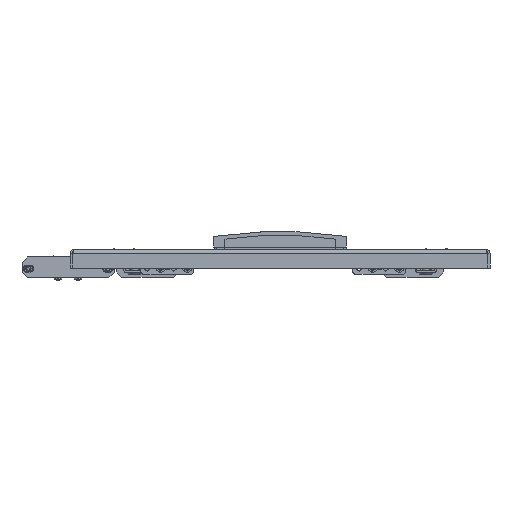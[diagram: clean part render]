
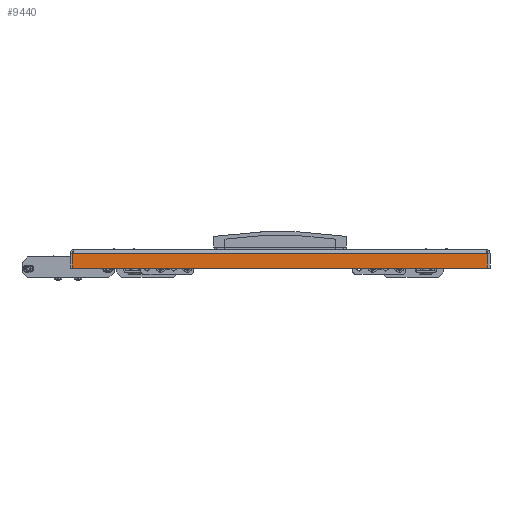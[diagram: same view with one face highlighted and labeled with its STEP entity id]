
A CAD part, left-side view. The second image highlights one B-rep face of the part: STEP entity #9440.
In plain terms, the highlighted planar face has unit normal (-1, 0, 0).
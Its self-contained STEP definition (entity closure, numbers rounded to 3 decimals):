
#1175 = FACE_OUTER_BOUND ( 'NONE', #3001, .T. ) ;
#1295 = ORIENTED_EDGE ( 'NONE', *, *, #15584, .F. ) ;
#2139 = VECTOR ( 'NONE', #17600, 1000. ) ;
#2675 = EDGE_CURVE ( 'NONE', #3379, #3320, #10754, .T. ) ;
#3001 = EDGE_LOOP ( 'NONE', ( #27074, #1295, #17495, #31242 ) ) ;
#3320 = VERTEX_POINT ( 'NONE', #19021 ) ;
#3379 = VERTEX_POINT ( 'NONE', #18679 ) ;
#6636 = CARTESIAN_POINT ( 'NONE',  ( -297.5, 195.929, -2. ) ) ;
#7504 = CARTESIAN_POINT ( 'NONE',  ( -297.5, -198., -2. ) ) ;
#8914 = VERTEX_POINT ( 'NONE', #18283 ) ;
#9440 = ADVANCED_FACE ( 'NONE', ( #1175 ), #29175, .F. ) ;
#10754 = LINE ( 'NONE', #6636, #13932 ) ;
#12688 = LINE ( 'NONE', #31283, #26966 ) ;
#12824 = EDGE_CURVE ( 'NONE', #3379, #8914, #26304, .T. ) ;
#13932 = VECTOR ( 'NONE', #16601, 1000. ) ;
#15584 = EDGE_CURVE ( 'NONE', #8914, #21976, #12688, .T. ) ;
#16036 = DIRECTION ( 'NONE',  ( 0., 0., -1. ) ) ;
#16100 = DIRECTION ( 'NONE',  ( 1., 0., 0. ) ) ;
#16601 = DIRECTION ( 'NONE',  ( 0., 0., -1. ) ) ;
#16651 = AXIS2_PLACEMENT_3D ( 'NONE', #31253, #16100, #26749 ) ;
#17495 = ORIENTED_EDGE ( 'NONE', *, *, #12824, .F. ) ;
#17600 = DIRECTION ( 'NONE',  ( 0., -1., 0. ) ) ;
#17637 = VECTOR ( 'NONE', #28627, 1000. ) ;
#18283 = CARTESIAN_POINT ( 'NONE',  ( -297.5, -195.929, -2. ) ) ;
#18679 = CARTESIAN_POINT ( 'NONE',  ( -297.5, 195.929, -2. ) ) ;
#19021 = CARTESIAN_POINT ( 'NONE',  ( -297.5, 195.929, -16. ) ) ;
#21976 = VERTEX_POINT ( 'NONE', #27281 ) ;
#22966 = EDGE_CURVE ( 'NONE', #3320, #21976, #29075, .T. ) ;
#23405 = CARTESIAN_POINT ( 'NONE',  ( -297.5, 198., -16. ) ) ;
#26304 = LINE ( 'NONE', #7504, #2139 ) ;
#26749 = DIRECTION ( 'NONE',  ( 0., 0., -1. ) ) ;
#26966 = VECTOR ( 'NONE', #16036, 1000. ) ;
#27074 = ORIENTED_EDGE ( 'NONE', *, *, #22966, .T. ) ;
#27281 = CARTESIAN_POINT ( 'NONE',  ( -297.5, -195.929, -16. ) ) ;
#28627 = DIRECTION ( 'NONE',  ( 0., -1., 0. ) ) ;
#29075 = LINE ( 'NONE', #23405, #17637 ) ;
#29175 = PLANE ( 'NONE',  #16651 ) ;
#31242 = ORIENTED_EDGE ( 'NONE', *, *, #2675, .T. ) ;
#31253 = CARTESIAN_POINT ( 'NONE',  ( -297.5, 198., 0. ) ) ;
#31283 = CARTESIAN_POINT ( 'NONE',  ( -297.5, -195.929, -2. ) ) ;
